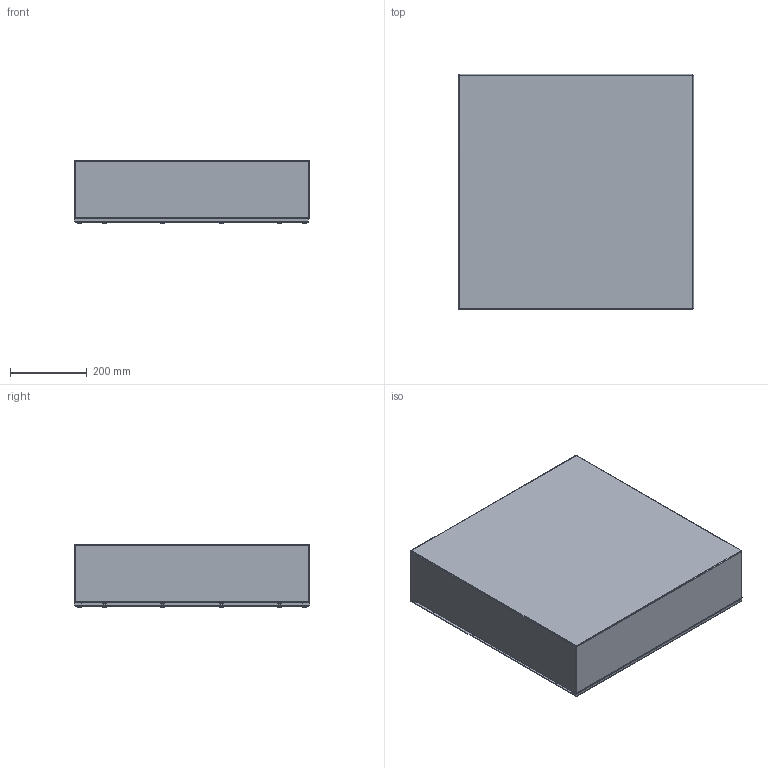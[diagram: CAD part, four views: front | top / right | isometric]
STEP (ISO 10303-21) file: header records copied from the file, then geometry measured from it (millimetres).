
FILE_DESCRIPTION(/* description */ ('24X24X6 ONE PIECE TUB'),/* implementation_level */ '2;1');
FILE_NAME(/* name */ 'WA242406GSC.stp',/* time_stamp */ '2014-05-21T12:01:47+06:00',/* author */ ('ps'),/* organization */ (''),/* preprocessor_version */ 'ST-DEVELOPER v15.2',/* originating_system */ 'Autodesk Inventor 2014',/* authorisation */ '');
FILE_SCHEMA (('AUTOMOTIVE_DESIGN { 1 0 10303 214 3 1 1 }'));
Length unit declared in the file: inch
Products named in the file (8): WA242406GSCBKP; WA2424GSC_LP; 37210; 39077; 39035; 24; 34984; WA242406GSC
Bounding box: 612.77 x 612.77 x 165.35 mm (x, y, z)
Volume: 2398283.9 mm3; surface area: 2432932 mm2
Topology: 69 solids, 69 shells, 1374 faces, 3372 edges, 2168 vertices
Faces by surface type: plane 766, cylinder 256, cone 208, torus 96, sphere 32, bspline 16
Full cylindrical faces by diameter (mm): 3.962 x16, 4.255 x16, 4.775 x16, 4.978 x16, 6.299 x16, 6.528 x16, 7.061 x16, 7.137 x16, 10.312 x16, 11.112 x16, 11.506 x16
Entity records: 6593 total; most frequent: CARTESIAN_POINT 1607, DIRECTION 994, ORIENTED_EDGE 804, EDGE_CURVE 402, AXIS2_PLACEMENT_3D 391, EDGE_LOOP 308, VERTEX_POINT 272, LINE 212
